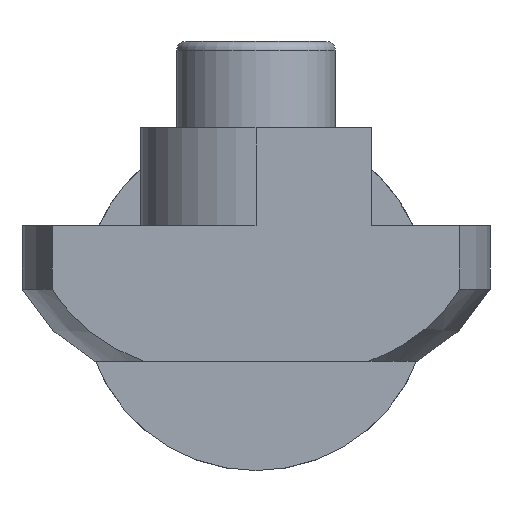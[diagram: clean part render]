
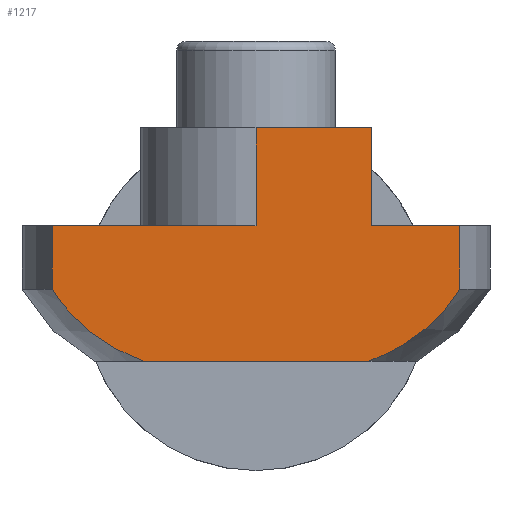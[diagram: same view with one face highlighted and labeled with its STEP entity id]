
A CAD part, left-side view. The second image highlights one B-rep face of the part: STEP entity #1217.
In plain terms, the highlighted planar face has unit normal (-1, 0, 0).
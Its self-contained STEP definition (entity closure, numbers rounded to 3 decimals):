
#29=B_SPLINE_CURVE_WITH_KNOTS('',3,(#2049,#2050,#2051,#2052,#2053,#2054,
#2055,#2056,#2057,#2058),.UNSPECIFIED.,.F.,.F.,(4,2,2,2,4),(0.374,
0.464,0.57,0.676,0.764),
 .UNSPECIFIED.);
#32=B_SPLINE_CURVE_WITH_KNOTS('',3,(#2099,#2100,#2101,#2102,#2103,#2104,
#2105,#2106,#2107,#2108),.UNSPECIFIED.,.F.,.F.,(4,2,2,2,4),(3.411,
3.498,3.604,3.711,3.8),
 .UNSPECIFIED.);
#88=LINE('',#2030,#182);
#91=LINE('',#2131,#185);
#93=LINE('',#2151,#187);
#106=LINE('',#2182,#200);
#109=LINE('',#2191,#203);
#112=LINE('',#2195,#206);
#113=LINE('',#2197,#207);
#114=LINE('',#2199,#208);
#182=VECTOR('',#1625,1.);
#185=VECTOR('',#1644,1.);
#187=VECTOR('',#1666,1.);
#200=VECTOR('',#1699,1.);
#203=VECTOR('',#1710,1.);
#206=VECTOR('',#1715,1.);
#207=VECTOR('',#1718,1.);
#208=VECTOR('',#1721,1.);
#287=PLANE('',#1408);
#357=FACE_OUTER_BOUND('',#433,.T.);
#433=EDGE_LOOP('',(#1026,#1027,#1028,#1029,#1030,#1031,#1032,#1033,#1034,
#1035));
#558=VERTEX_POINT('',#2024);
#560=VERTEX_POINT('',#2028);
#562=VERTEX_POINT('',#2047);
#566=VERTEX_POINT('',#2095);
#568=VERTEX_POINT('',#2098);
#572=VERTEX_POINT('',#2129);
#579=VERTEX_POINT('',#2149);
#580=VERTEX_POINT('',#2150);
#588=VERTEX_POINT('',#2180);
#590=VERTEX_POINT('',#2190);
#694=EDGE_CURVE('',#560,#558,#88,.T.);
#696=EDGE_CURVE('',#562,#560,#29,.T.);
#703=EDGE_CURVE('',#566,#568,#32,.T.);
#709=EDGE_CURVE('',#572,#566,#91,.T.);
#719=EDGE_CURVE('',#579,#580,#93,.T.);
#735=EDGE_CURVE('',#588,#580,#106,.T.);
#739=EDGE_CURVE('',#590,#579,#109,.T.);
#742=EDGE_CURVE('',#558,#588,#112,.T.);
#743=EDGE_CURVE('',#590,#572,#113,.T.);
#744=EDGE_CURVE('',#568,#562,#114,.T.);
#1026=ORIENTED_EDGE('',*,*,#694,.F.);
#1027=ORIENTED_EDGE('',*,*,#696,.F.);
#1028=ORIENTED_EDGE('',*,*,#744,.F.);
#1029=ORIENTED_EDGE('',*,*,#703,.F.);
#1030=ORIENTED_EDGE('',*,*,#709,.F.);
#1031=ORIENTED_EDGE('',*,*,#743,.F.);
#1032=ORIENTED_EDGE('',*,*,#739,.T.);
#1033=ORIENTED_EDGE('',*,*,#719,.T.);
#1034=ORIENTED_EDGE('',*,*,#735,.F.);
#1035=ORIENTED_EDGE('',*,*,#742,.F.);
#1217=ADVANCED_FACE('',(#357),#287,.T.);
#1408=AXIS2_PLACEMENT_3D('',#2198,#1719,#1720);
#1625=DIRECTION('',(0.,0.,1.));
#1644=DIRECTION('',(0.,0.,-1.));
#1666=DIRECTION('',(0.,1.,0.));
#1699=DIRECTION('',(0.,0.,1.));
#1710=DIRECTION('',(0.,0.,1.));
#1715=DIRECTION('',(0.,-1.,0.));
#1718=DIRECTION('',(0.,-1.,0.));
#1719=DIRECTION('center_axis',(-1.,0.,0.));
#1720=DIRECTION('ref_axis',(0.,0.,1.));
#1721=DIRECTION('',(0.,1.,0.));
#2024=CARTESIAN_POINT('',(-4.,7.072,0.));
#2028=CARTESIAN_POINT('',(-4.,7.072,-2.2));
#2030=CARTESIAN_POINT('',(-4.,7.072,-1.1));
#2047=CARTESIAN_POINT('',(-4.,3.919,-4.7));
#2049=CARTESIAN_POINT('Ctrl Pts',(-4.,3.919,-4.7));
#2050=CARTESIAN_POINT('Ctrl Pts',(-4.,4.213,-4.593));
#2051=CARTESIAN_POINT('Ctrl Pts',(-4.,4.495,-4.469));
#2052=CARTESIAN_POINT('Ctrl Pts',(-4.,5.073,-4.166));
#2053=CARTESIAN_POINT('Ctrl Pts',(-4.,5.402,-3.959));
#2054=CARTESIAN_POINT('Ctrl Pts',(-4.,6.011,-3.485));
#2055=CARTESIAN_POINT('Ctrl Pts',(-4.,6.29,-3.216));
#2056=CARTESIAN_POINT('Ctrl Pts',(-4.,6.714,-2.728));
#2057=CARTESIAN_POINT('Ctrl Pts',(-4.,6.905,-2.472));
#2058=CARTESIAN_POINT('Ctrl Pts',(-4.,7.072,-2.2));
#2095=CARTESIAN_POINT('',(-4.,-7.072,-2.2));
#2098=CARTESIAN_POINT('',(-4.,-3.919,-4.7));
#2099=CARTESIAN_POINT('Ctrl Pts',(-4.,-7.072,-2.2));
#2100=CARTESIAN_POINT('Ctrl Pts',(-4.,-6.905,-2.472));
#2101=CARTESIAN_POINT('Ctrl Pts',(-4.,-6.714,-2.728));
#2102=CARTESIAN_POINT('Ctrl Pts',(-4.,-6.29,-3.216));
#2103=CARTESIAN_POINT('Ctrl Pts',(-4.,-6.011,-3.485));
#2104=CARTESIAN_POINT('Ctrl Pts',(-4.,-5.402,-3.959));
#2105=CARTESIAN_POINT('Ctrl Pts',(-4.,-5.073,-4.166));
#2106=CARTESIAN_POINT('Ctrl Pts',(-4.,-4.495,-4.469));
#2107=CARTESIAN_POINT('Ctrl Pts',(-4.,-4.213,-4.593));
#2108=CARTESIAN_POINT('Ctrl Pts',(-4.,-3.919,-4.7));
#2129=CARTESIAN_POINT('',(-4.,-7.072,0.));
#2131=CARTESIAN_POINT('',(-4.,-7.072,-1.1));
#2149=CARTESIAN_POINT('',(-4.,-4.,3.4));
#2150=CARTESIAN_POINT('',(-4.,0.,3.4));
#2151=CARTESIAN_POINT('',(-4.,-4.,3.4));
#2180=CARTESIAN_POINT('',(-4.,0.,0.));
#2182=CARTESIAN_POINT('',(-4.,0.,0.));
#2190=CARTESIAN_POINT('',(-4.,-4.,0.));
#2191=CARTESIAN_POINT('',(-4.,-4.,0.));
#2195=CARTESIAN_POINT('',(-4.,-2.031,0.));
#2197=CARTESIAN_POINT('',(-4.,-2.031,0.));
#2198=CARTESIAN_POINT('Origin',(-4.,0.,-5.));
#2199=CARTESIAN_POINT('',(-4.,-2.015,-4.7));
